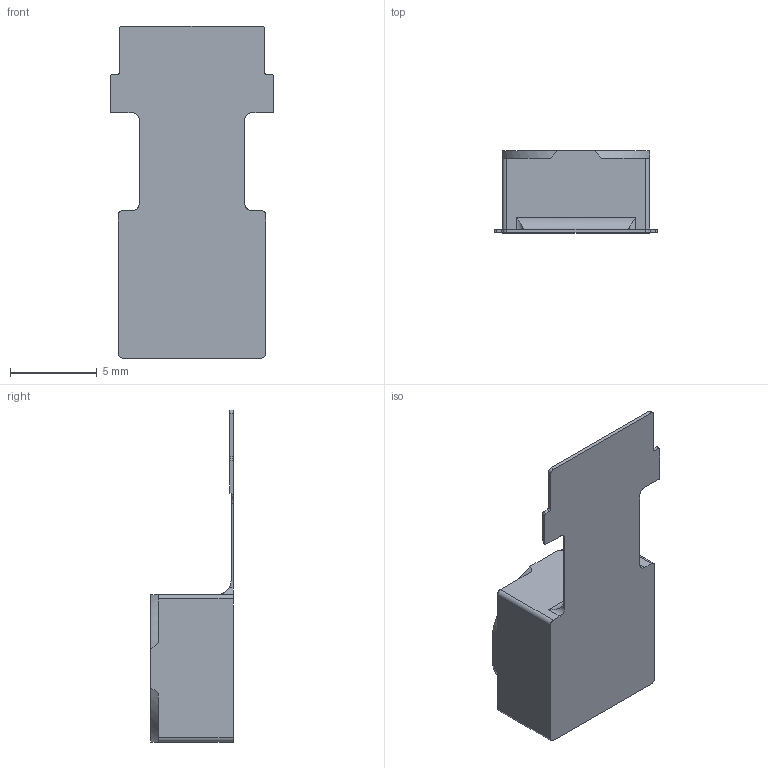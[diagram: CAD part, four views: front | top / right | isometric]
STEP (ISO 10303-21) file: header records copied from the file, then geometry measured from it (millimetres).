
FILE_DESCRIPTION (( 'STEP AP214' ), '1' );
FILE_NAME ('Camera_Module_OV5695_TN5695A.step', '2020-12-07T12:10:42+00:00', 'Stefan Hamminga', '', '', '', '');
FILE_SCHEMA (( 'AUTOMOTIVE_DESIGN' ));
Length unit declared in the file: millimetre
Products named in the file (1): OV5695 Camera Module
Bounding box: 9.4 x 4.75 x 19.15 mm (x, y, z)
Volume: 351.3 mm3; surface area: 463.2 mm2
Topology: 1 solids, 1 shells, 54 faces, 149 edges, 99 vertices
Faces by surface type: plane 25, cylinder 17, cone 10, sphere 2
Entity records: 1793 total; most frequent: CARTESIAN_POINT 343, DIRECTION 303, ORIENTED_EDGE 298, EDGE_CURVE 149, AXIS2_PLACEMENT_3D 109, VERTEX_POINT 99, LINE 85, VECTOR 85
